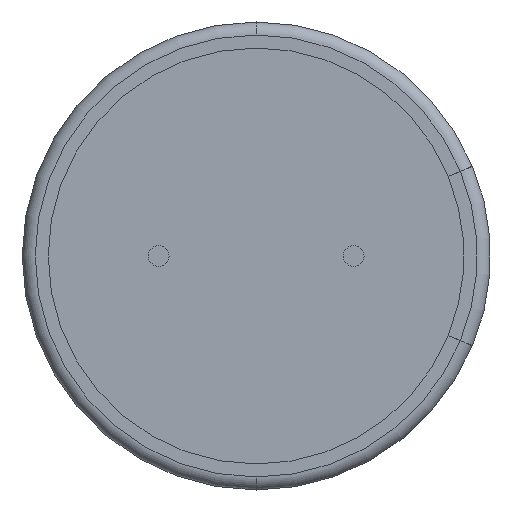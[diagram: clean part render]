
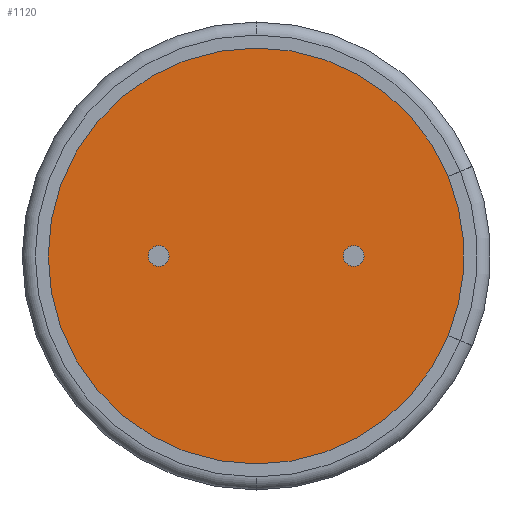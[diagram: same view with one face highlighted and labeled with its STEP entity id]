
A CAD part, front view. The second image highlights one B-rep face of the part: STEP entity #1120.
In plain terms, the highlighted planar face has unit normal (0, -1, 0).
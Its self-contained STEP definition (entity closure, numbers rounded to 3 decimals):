
#49 = VERTEX_POINT ( 'NONE', #550 ) ;
#51 = EDGE_CURVE ( 'NONE', #141, #49, #521, .T. ) ;
#100 = VERTEX_POINT ( 'NONE', #698 ) ;
#101 = VERTEX_POINT ( 'NONE', #697 ) ;
#102 = EDGE_CURVE ( 'NONE', #101, #100, #718, .T. ) ;
#141 = VERTEX_POINT ( 'NONE', #852 ) ;
#264 = ORIENTED_EDGE ( 'NONE', *, *, #51, .F. ) ;
#521 = CIRCLE ( 'NONE', #552, 0.4 ) ;
#531 = DIRECTION ( 'NONE',  ( 0., 0., 1. ) ) ;
#536 = DIRECTION ( 'NONE',  ( 0., -1., 0. ) ) ;
#542 = CARTESIAN_POINT ( 'NONE',  ( 3.75, 0.3, 0. ) ) ;
#550 = CARTESIAN_POINT ( 'NONE',  ( 3.75, 0.3, 0.4 ) ) ;
#552 = AXIS2_PLACEMENT_3D ( 'NONE', #542, #536, #531 ) ;
#697 = CARTESIAN_POINT ( 'NONE',  ( -3.75, 0.3, -0.4 ) ) ;
#698 = CARTESIAN_POINT ( 'NONE',  ( -3.75, 0.3, 0.4 ) ) ;
#714 = AXIS2_PLACEMENT_3D ( 'NONE', #744, #743, #742 ) ;
#718 = CIRCLE ( 'NONE', #714, 0.4 ) ;
#742 = DIRECTION ( 'NONE',  ( 0., 0., -1. ) ) ;
#743 = DIRECTION ( 'NONE',  ( 0., -1., 0. ) ) ;
#744 = CARTESIAN_POINT ( 'NONE',  ( -3.75, 0.3, 0. ) ) ;
#852 = CARTESIAN_POINT ( 'NONE',  ( 3.75, 0.3, -0.4 ) ) ;
#1074 = ORIENTED_EDGE ( 'NONE', *, *, #1094, .T. ) ;
#1075 = EDGE_CURVE ( 'NONE', #1116, #1095, #1964, .T. ) ;
#1076 = ORIENTED_EDGE ( 'NONE', *, *, #1087, .F. ) ;
#1077 = ORIENTED_EDGE ( 'NONE', *, *, #1078, .F. ) ;
#1078 = EDGE_CURVE ( 'NONE', #49, #141, #1978, .T. ) ;
#1080 = ORIENTED_EDGE ( 'NONE', *, *, #102, .F. ) ;
#1085 = ORIENTED_EDGE ( 'NONE', *, *, #1119, .T. ) ;
#1087 = EDGE_CURVE ( 'NONE', #100, #101, #2010, .T. ) ;
#1091 = ORIENTED_EDGE ( 'NONE', *, *, #1075, .T. ) ;
#1092 = ORIENTED_EDGE ( 'NONE', *, *, #1098, .T. ) ;
#1093 = EDGE_LOOP ( 'NONE', ( #1076, #1080 ) ) ;
#1094 = EDGE_CURVE ( 'NONE', #1095, #1115, #2002, .T. ) ;
#1095 = VERTEX_POINT ( 'NONE', #2012 ) ;
#1096 = ORIENTED_EDGE ( 'NONE', *, *, #1104, .T. ) ;
#1098 = EDGE_CURVE ( 'NONE', #1100, #1130, #1998, .T. ) ;
#1100 = VERTEX_POINT ( 'NONE', #1997 ) ;
#1101 = VERTEX_POINT ( 'NONE', #2032 ) ;
#1104 = EDGE_CURVE ( 'NONE', #1130, #1116, #2080, .T. ) ;
#1106 = EDGE_LOOP ( 'NONE', ( #1077, #264 ) ) ;
#1109 = EDGE_LOOP ( 'NONE', ( #1123, #1085, #1092, #1096, #1091, #1074 ) ) ;
#1115 = VERTEX_POINT ( 'NONE', #1988 ) ;
#1116 = VERTEX_POINT ( 'NONE', #2066 ) ;
#1119 = EDGE_CURVE ( 'NONE', #1101, #1100, #2079, .T. ) ;
#1120 = ADVANCED_FACE ( 'NONE', ( #2053, #2060, #2059 ), #2075, .T. ) ;
#1122 = EDGE_CURVE ( 'NONE', #1101, #1115, #2100, .T. ) ;
#1123 = ORIENTED_EDGE ( 'NONE', *, *, #1122, .F. ) ;
#1130 = VERTEX_POINT ( 'NONE', #2103 ) ;
#1957 = DIRECTION ( 'NONE',  ( 0., 0., 1. ) ) ;
#1960 = AXIS2_PLACEMENT_3D ( 'NONE', #1968, #1965, #1957 ) ;
#1961 = DIRECTION ( 'NONE',  ( -0.924, 0., 0.383 ) ) ;
#1962 = VECTOR ( 'NONE', #1961, 1000. ) ;
#1963 = CARTESIAN_POINT ( 'NONE',  ( -0.001, 0.3, -0.004 ) ) ;
#1964 = LINE ( 'NONE', #1963, #1962 ) ;
#1965 = DIRECTION ( 'NONE',  ( 0., -1., 0. ) ) ;
#1968 = CARTESIAN_POINT ( 'NONE',  ( 3.75, 0.3, 0. ) ) ;
#1978 = CIRCLE ( 'NONE', #1960, 0.4 ) ;
#1988 = CARTESIAN_POINT ( 'NONE',  ( 7.381, 0.3, 3.061 ) ) ;
#1993 = DIRECTION ( 'NONE',  ( 0., 0., -1. ) ) ;
#1994 = DIRECTION ( 'NONE',  ( 0., -1., 0. ) ) ;
#1995 = AXIS2_PLACEMENT_3D ( 'NONE', #2016, #1994, #1993 ) ;
#1997 = CARTESIAN_POINT ( 'NONE',  ( 0., 0.3, 8. ) ) ;
#1998 = CIRCLE ( 'NONE', #2031, 8. ) ;
#2002 = CIRCLE ( 'NONE', #1995, 8. ) ;
#2006 = DIRECTION ( 'NONE',  ( 0., 0., -1. ) ) ;
#2007 = DIRECTION ( 'NONE',  ( 0., -1., 0. ) ) ;
#2008 = CARTESIAN_POINT ( 'NONE',  ( -3.75, 0.3, 0. ) ) ;
#2009 = AXIS2_PLACEMENT_3D ( 'NONE', #2008, #2007, #2006 ) ;
#2010 = CIRCLE ( 'NONE', #2009, 0.4 ) ;
#2012 = CARTESIAN_POINT ( 'NONE',  ( 7.381, 0.3, -3.061 ) ) ;
#2016 = CARTESIAN_POINT ( 'NONE',  ( -0.01, 0.3, 0. ) ) ;
#2029 = DIRECTION ( 'NONE',  ( 0., 0., -1. ) ) ;
#2030 = DIRECTION ( 'NONE',  ( 0., -1., 0. ) ) ;
#2031 = AXIS2_PLACEMENT_3D ( 'NONE', #2036, #2030, #2029 ) ;
#2032 = CARTESIAN_POINT ( 'NONE',  ( 7.39, 0.3, 3.065 ) ) ;
#2033 = AXIS2_PLACEMENT_3D ( 'NONE', #2072, #2071, #2070 ) ;
#2036 = CARTESIAN_POINT ( 'NONE',  ( 0., 0.3, 0. ) ) ;
#2050 = CARTESIAN_POINT ( 'NONE',  ( -0.001, 0.3, 0.004 ) ) ;
#2053 = FACE_OUTER_BOUND ( 'NONE', #1109, .T. ) ;
#2054 = DIRECTION ( 'NONE',  ( 0., 0., -1. ) ) ;
#2055 = DIRECTION ( 'NONE',  ( 0., -1., 0. ) ) ;
#2058 = CARTESIAN_POINT ( 'NONE',  ( 0., 0.3, 0. ) ) ;
#2059 = FACE_BOUND ( 'NONE', #1106, .T. ) ;
#2060 = FACE_BOUND ( 'NONE', #1093, .T. ) ;
#2062 = AXIS2_PLACEMENT_3D ( 'NONE', #2058, #2055, #2054 ) ;
#2066 = CARTESIAN_POINT ( 'NONE',  ( 7.39, 0.3, -3.065 ) ) ;
#2069 = AXIS2_PLACEMENT_3D ( 'NONE', #2099, #2098, #2097 ) ;
#2070 = DIRECTION ( 'NONE',  ( 0., 0., -1. ) ) ;
#2071 = DIRECTION ( 'NONE',  ( 0., -1., 0. ) ) ;
#2072 = CARTESIAN_POINT ( 'NONE',  ( 0., 0.3, 0. ) ) ;
#2075 = PLANE ( 'NONE',  #2069 ) ;
#2079 = CIRCLE ( 'NONE', #2062, 8. ) ;
#2080 = CIRCLE ( 'NONE', #2033, 8. ) ;
#2093 = DIRECTION ( 'NONE',  ( -0.924, 0., -0.383 ) ) ;
#2094 = VECTOR ( 'NONE', #2093, 1000. ) ;
#2097 = DIRECTION ( 'NONE',  ( 0., 0., -1. ) ) ;
#2098 = DIRECTION ( 'NONE',  ( 0., -1., 0. ) ) ;
#2099 = CARTESIAN_POINT ( 'NONE',  ( 0., 0.3, 0. ) ) ;
#2100 = LINE ( 'NONE', #2050, #2094 ) ;
#2103 = CARTESIAN_POINT ( 'NONE',  ( 0., 0.3, -8. ) ) ;
